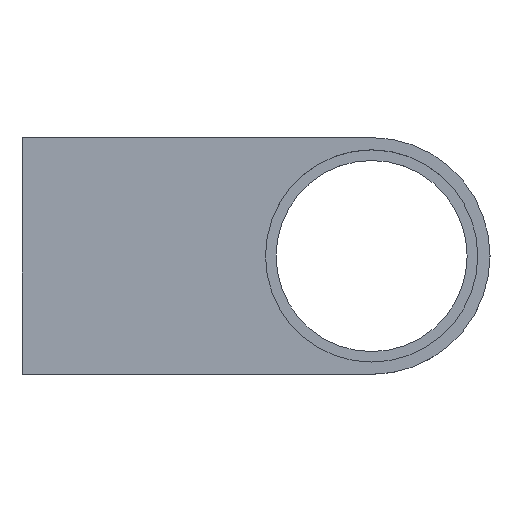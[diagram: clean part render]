
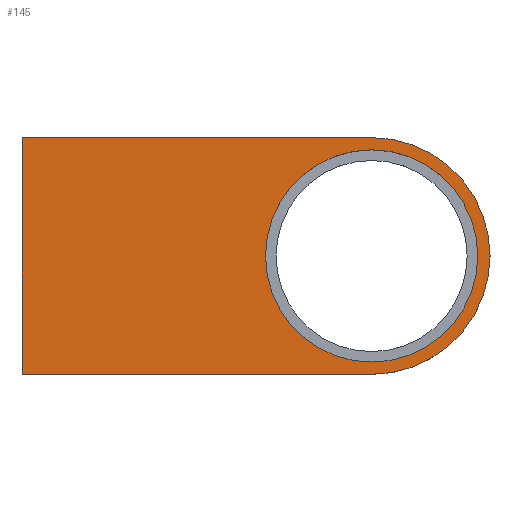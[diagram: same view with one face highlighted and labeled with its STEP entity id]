
A CAD part, top view. The second image highlights one B-rep face of the part: STEP entity #145.
In plain terms, the highlighted planar face has unit normal (0, 0, 1).
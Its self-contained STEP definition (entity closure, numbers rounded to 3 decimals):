
#15=FACE_BOUND('',#35,.T.);
#18=PLANE('',#176);
#25=FACE_OUTER_BOUND('',#34,.T.);
#34=EDGE_LOOP('',(#109,#110,#111,#112));
#35=EDGE_LOOP('',(#113));
#46=LINE('',#242,#58);
#47=LINE('',#244,#59);
#48=LINE('',#246,#60);
#58=VECTOR('',#199,10.);
#59=VECTOR('',#200,10.);
#60=VECTOR('',#201,10.);
#70=CIRCLE('',#175,12.775);
#71=CIRCLE('',#177,14.25);
#76=VERTEX_POINT('',#236);
#77=VERTEX_POINT('',#240);
#78=VERTEX_POINT('',#241);
#79=VERTEX_POINT('',#243);
#80=VERTEX_POINT('',#245);
#89=EDGE_CURVE('',#76,#76,#70,.T.);
#90=EDGE_CURVE('',#77,#78,#46,.T.);
#91=EDGE_CURVE('',#78,#79,#47,.T.);
#92=EDGE_CURVE('',#79,#80,#48,.T.);
#93=EDGE_CURVE('',#80,#77,#71,.T.);
#109=ORIENTED_EDGE('',*,*,#90,.T.);
#110=ORIENTED_EDGE('',*,*,#91,.T.);
#111=ORIENTED_EDGE('',*,*,#92,.T.);
#112=ORIENTED_EDGE('',*,*,#93,.T.);
#113=ORIENTED_EDGE('',*,*,#89,.T.);
#145=ADVANCED_FACE('',(#25,#15),#18,.T.);
#175=AXIS2_PLACEMENT_3D('',#238,#195,#196);
#176=AXIS2_PLACEMENT_3D('',#239,#197,#198);
#177=AXIS2_PLACEMENT_3D('',#247,#202,#203);
#195=DIRECTION('center_axis',(0.,0.,
-1.));
#196=DIRECTION('ref_axis',(-1.,0.,0.));
#197=DIRECTION('center_axis',(0.,0.,
1.));
#198=DIRECTION('ref_axis',(1.,0.,0.));
#199=DIRECTION('',(-1.,0.,0.));
#200=DIRECTION('',(0.,-1.,0.));
#201=DIRECTION('',(1.,0.,0.));
#202=DIRECTION('center_axis',(0.,0.,
1.));
#203=DIRECTION('ref_axis',(0.,-1.,0.));
#236=CARTESIAN_POINT('',(12.775,15.,7.25));
#238=CARTESIAN_POINT('Origin',(0.,15.,7.25));
#239=CARTESIAN_POINT('Origin',(-18.229,15.,7.25));
#240=CARTESIAN_POINT('',(0.,29.25,7.25));
#241=CARTESIAN_POINT('',(-42.084,29.25,7.25));
#242=CARTESIAN_POINT('',(0.,29.25,7.25));
#243=CARTESIAN_POINT('',(-42.084,0.75,7.25));
#244=CARTESIAN_POINT('',(-42.084,29.25,7.25));
#245=CARTESIAN_POINT('',(0.,0.75,7.25));
#246=CARTESIAN_POINT('',(-42.084,0.75,7.25));
#247=CARTESIAN_POINT('Origin',(0.,15.,7.25));
